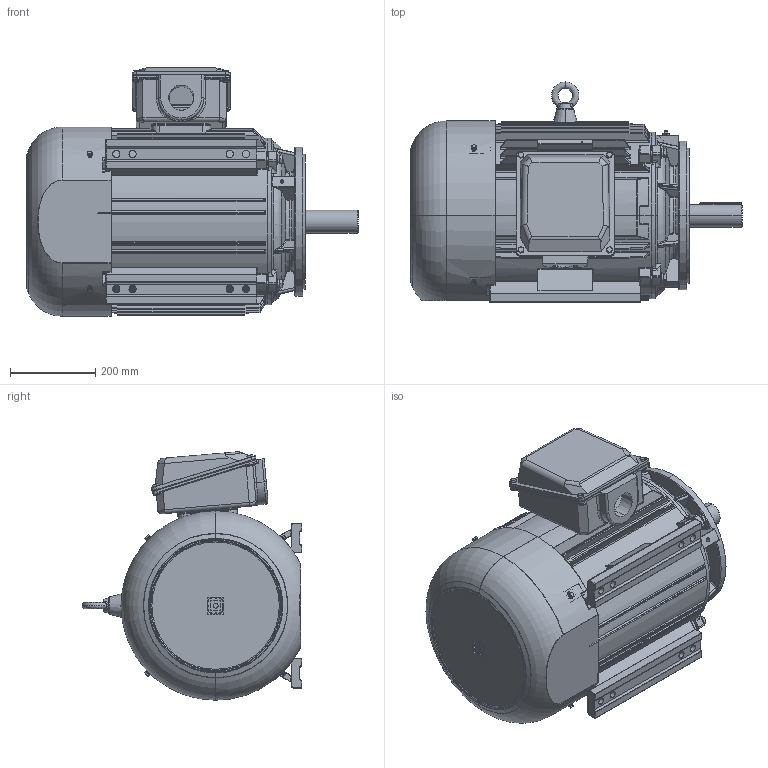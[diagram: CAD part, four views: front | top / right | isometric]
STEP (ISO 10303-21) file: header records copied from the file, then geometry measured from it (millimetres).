
FILE_DESCRIPTION (( 'STEP AP214' ), '1' );
FILE_NAME ('MTCP326TC.STEP', '2018-03-07T16:48:36', ( '' ), ( '' ), 'SwSTEP 2.0', 'SolidWorks 2017', '' );
FILE_SCHEMA (( 'AUTOMOTIVE_DESIGN' ));
Length unit declared in the file: millimetre
Products named in the file (25): PE320接线盒座_默认_按加工_; hexagon head bolts-full thread gb_GB_FASTENER_BOLT_STBAB A M12X50-N; PE320芧埽傷裔 J; spring lock washers--normal type gb_GB_FASTENER_WASHER_SW 6; eyebolts gb_GB_FASTENER_SCREWS_FRS M16-N; plain washers-n series-grade a gb_GB_FASTENER_WASHER_PWNA 6; PE320标准后端盖加工件; hexagon head bolts-full thread gb_GB_FASTENER_BOLT_STBAB A M6X12-N; spring lock washers--normal type gb_GB_FASTENER_WASHER_SW 12; hexagon head bolts-full thread gb_GB_FASTENER_BOLT_STBAB A M8X60-N; PE320ヶ粣創俋裔樓馱璃; hexagon head bolts-full thread gb_GB_FASTENER_BOLT_STBAB A M8X20-N; PE320諉盄碟蚾饜极 _1_; PE320諉盄碟釱菜; MTCP326TC; PE320諉盄碟裔菜; PE320瑩; PE326儂釱樓馱璃; PE320粣芛  瑞珔傷; plain washers-chamfered--normal series-a gb_GB_FASTENER_WASHER_SWCA 12; PE320粣芛  堤粣傷; PE320瑞欶; PE320后轴承外盖加工件; M10蛁蚐郲耀倰; PE320諉盄碟裔
Assembly tree (59 placements, depth 3):
  MTCP326TC
    PE320諉盄碟蚾饜极 _1_
      PE320接线盒座_默认_按加工_
      PE320諉盄碟裔
      PE320諉盄碟裔菜
      PE320諉盄碟釱菜
      hexagon head bolts-full thread gb_GB_FASTENER_BOLT_STBAB A M8X20-N  x8
    PE326儂釱樓馱璃
    PE320标准后端盖加工件
    hexagon head bolts-full thread gb_GB_FASTENER_BOLT_STBAB A M12X50-N  x8
    PE320后轴承外盖加工件
    PE320ヶ粣創俋裔樓馱璃
    hexagon head bolts-full thread gb_GB_FASTENER_BOLT_STBAB A M8X60-N  x6
    PE320粣芛  堤粣傷
    PE320粣芛  瑞珔傷
    eyebolts gb_GB_FASTENER_SCREWS_FRS M16-N
    M10蛁蚐郲耀倰  x2
    PE320瑞欶
    hexagon head bolts-full thread gb_GB_FASTENER_BOLT_STBAB A M6X12-N  x4
    plain washers-n series-grade a gb_GB_FASTENER_WASHER_PWNA 6  x4
    spring lock washers--normal type gb_GB_FASTENER_WASHER_SW 6  x4
    PE320瑩
    PE320芧埽傷裔 J
    spring lock washers--normal type gb_GB_FASTENER_WASHER_SW 12  x4
    plain washers-chamfered--normal series-a gb_GB_FASTENER_WASHER_SWCA 12  x4
Bounding box: 780.85 x 517.4 x 584.28 mm (x, y, z)
Volume: 17498406.4 mm3; surface area: 4095341.6 mm2
Topology: 58 solids, 58 shells, 4159 faces, 10349 edges, 6306 vertices
Faces by surface type: cylinder 1428, plane 1148, cone 528, bspline 517, torus 411, sphere 127
Entity records: 159725 total; most frequent: CARTESIAN_POINT 81002, ORIENTED_EDGE 16978, DIRECTION 15640, EDGE_CURVE 8489, AXIS2_PLACEMENT_3D 6442, VERTEX_POINT 5187, EDGE_LOOP 3706, CIRCLE 3478
